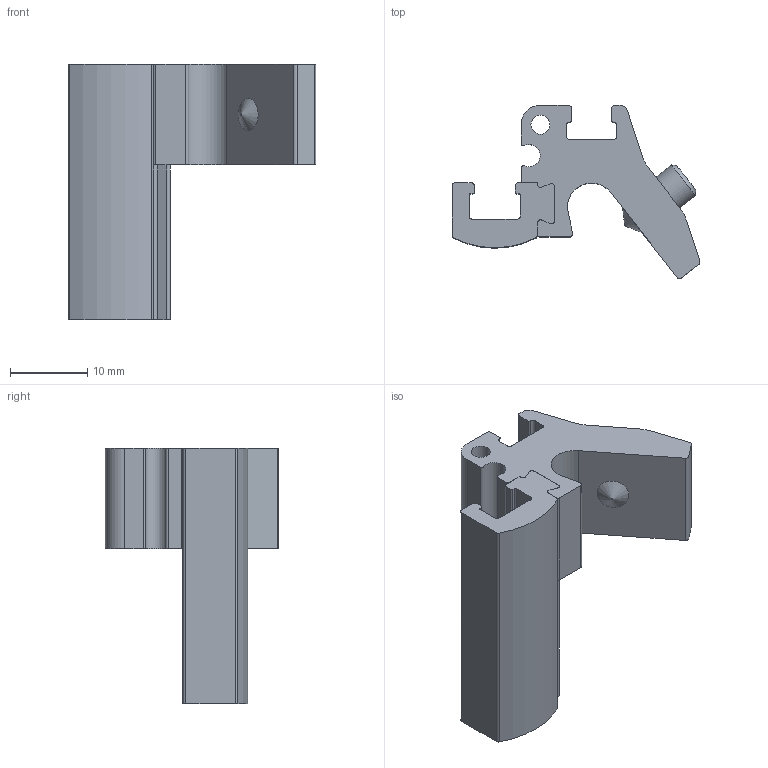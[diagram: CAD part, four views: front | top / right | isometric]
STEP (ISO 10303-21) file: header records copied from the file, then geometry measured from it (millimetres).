
FILE_DESCRIPTION(/* description */ ('STEP AP214'),/* implementation_level */ '2;1');
FILE_NAME(/* name */ '537808_SMBZ-8-125_320',/* time_stamp */ '2024-09-15T07:38:36+02:00',/* author */ ('License CC BY-ND 4.0'),/* organization */ ('CADENAS'),/* preprocessor_version */ 'ST-DEVELOPER v19.3',/* originating_system */ 'PARTsolutions',/* authorisation */ ' ');
FILE_SCHEMA (('AUTOMOTIVE_DESIGN {1 0 10303 214 3 1 1}'));
Length unit declared in the file: millimetre
Products named in the file (3): 537808 SMBZ-8-125/320; 537808 SMBZ-8-125/320---part; 1237068 F-M5x10-A2-70
Assembly tree (2 placements, depth 2):
  537808 SMBZ-8-125/320
    537808 SMBZ-8-125/320---part
    1237068 F-M5x10-A2-70
Bounding box: 31.98 x 22.37 x 33.02 mm (x, y, z)
Volume: 5039 mm3; surface area: 3636.4 mm2
Topology: 2 solids, 2 shells, 113 faces, 315 edges, 207 vertices
Faces by surface type: plane 58, cylinder 49, cone 6
Full cylindrical faces by diameter (mm): 2.459 x1, 4.134 x1, 5 x1
Entity records: 3690 total; most frequent: CARTESIAN_POINT 670, DIRECTION 633, ORIENTED_EDGE 608, EDGE_CURVE 304, AXIS2_PLACEMENT_3D 225, VERTEX_POINT 206, LINE 183, VECTOR 183
